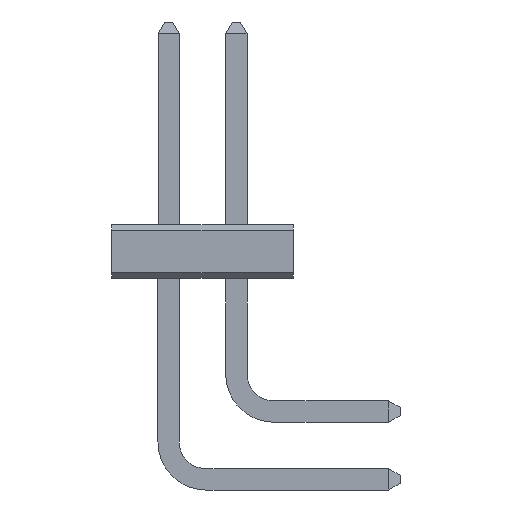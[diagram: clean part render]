
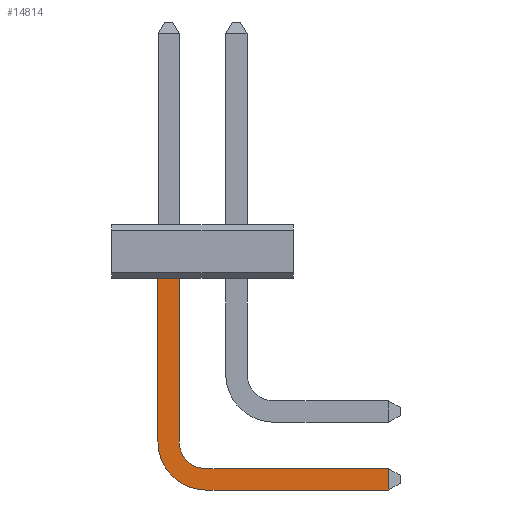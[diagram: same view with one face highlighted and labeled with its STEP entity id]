
A CAD part, front view. The second image highlights one B-rep face of the part: STEP entity #14814.
In plain terms, the highlighted face is planar.
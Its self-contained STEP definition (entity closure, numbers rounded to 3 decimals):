
#14235=DIRECTION('',(0.,0.,-1.));
#14236=VECTOR('',#14235,4.07);
#14237=CARTESIAN_POINT('',(0.2,-0.2,4.77));
#14238=LINE('',#14237,#14236);
#14242=DIRECTION('',(0.,-1.,0.));
#14243=VECTOR('',#14242,0.4);
#14244=CARTESIAN_POINT('',(0.2,0.2,4.77));
#14245=LINE('',#14244,#14243);
#14249=DIRECTION('',(0.,0.,-1.));
#14250=VECTOR('',#14249,4.07);
#14251=CARTESIAN_POINT('',(0.2,0.2,4.77));
#14252=LINE('',#14251,#14250);
#14256=CARTESIAN_POINT('',(0.2,0.7,0.7));
#14257=DIRECTION('',(1.,0.,0.));
#14258=DIRECTION('',(0.,-1.,0.));
#14259=AXIS2_PLACEMENT_3D('',#14256,#14257,#14258);
#14264=DIRECTION('',(0.,1.,0.));
#14265=VECTOR('',#14264,3.423);
#14266=CARTESIAN_POINT('',(0.2,0.7,0.2));
#14267=LINE('',#14266,#14265);
#14321=CARTESIAN_POINT('',(0.2,0.7,0.7));
#14322=DIRECTION('',(1.,0.,0.));
#14323=DIRECTION('',(0.,-1.,0.));
#14324=AXIS2_PLACEMENT_3D('',#14321,#14322,#14323);
#14336=DIRECTION('',(0.,1.,0.));
#14337=VECTOR('',#14336,3.423);
#14338=CARTESIAN_POINT('',(0.2,0.7,-0.2));
#14339=LINE('',#14338,#14337);
#14378=DIRECTION('',(0.,0.,-1.));
#14379=VECTOR('',#14378,0.4);
#14380=CARTESIAN_POINT('',(0.2,4.123,0.2));
#14381=LINE('',#14380,#14379);
#14456=CARTESIAN_POINT('',(0.2,-0.2,0.7));
#14458=VERTEX_POINT('',#14456);
#14461=CARTESIAN_POINT('',(0.2,0.2,0.7));
#14463=VERTEX_POINT('',#14461);
#14476=CARTESIAN_POINT('',(0.2,4.123,0.2));
#14477=CARTESIAN_POINT('',(0.2,4.123,-0.2));
#14478=VERTEX_POINT('',#14476);
#14479=VERTEX_POINT('',#14477);
#14488=CARTESIAN_POINT('',(0.2,0.7,-0.2));
#14490=VERTEX_POINT('',#14488);
#14493=CARTESIAN_POINT('',(0.2,0.7,0.2));
#14495=VERTEX_POINT('',#14493);
#14504=CARTESIAN_POINT('',(0.2,-0.2,4.77));
#14506=VERTEX_POINT('',#14504);
#14510=CARTESIAN_POINT('',(0.2,0.2,4.77));
#14511=VERTEX_POINT('',#14510);
#14793=CARTESIAN_POINT('',(0.2,0.2,8.57));
#14794=DIRECTION('',(1.,0.,0.));
#14795=DIRECTION('',(0.,-1.,0.));
#14796=AXIS2_PLACEMENT_3D('',#14793,#14794,#14795);
#14797=PLANE('',#14796);
#14798=ORIENTED_EDGE('',*,*,#14767,.F.);
#14800=ORIENTED_EDGE('',*,*,#14799,.T.);
#14802=ORIENTED_EDGE('',*,*,#14801,.T.);
#14804=ORIENTED_EDGE('',*,*,#14803,.T.);
#14806=ORIENTED_EDGE('',*,*,#14805,.T.);
#14808=ORIENTED_EDGE('',*,*,#14807,.F.);
#14810=ORIENTED_EDGE('',*,*,#14809,.F.);
#14811=ORIENTED_EDGE('',*,*,#14784,.F.);
#14812=EDGE_LOOP('',(#14798,#14800,#14802,#14804,#14806,#14808,#14810,#14811));
#14813=FACE_OUTER_BOUND('',#14812,.F.);
#14260=CIRCLE('',#14259,0.5);
#14325=CIRCLE('',#14324,0.9);
#14767=EDGE_CURVE('',#14511,#14506,#14245,.T.);
#14784=EDGE_CURVE('',#14506,#14458,#14238,.T.);
#14799=EDGE_CURVE('',#14511,#14463,#14252,.T.);
#14801=EDGE_CURVE('',#14463,#14495,#14260,.T.);
#14803=EDGE_CURVE('',#14495,#14478,#14267,.T.);
#14805=EDGE_CURVE('',#14478,#14479,#14381,.T.);
#14807=EDGE_CURVE('',#14490,#14479,#14339,.T.);
#14809=EDGE_CURVE('',#14458,#14490,#14325,.T.);
#14814=ADVANCED_FACE('',(#14813),#14797,.T.);
